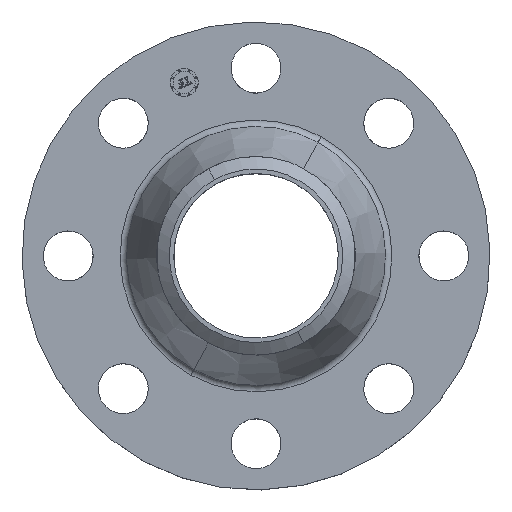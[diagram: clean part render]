
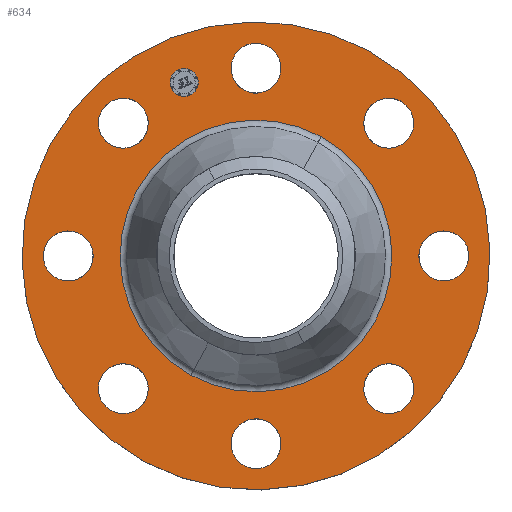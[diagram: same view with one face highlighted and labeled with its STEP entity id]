
A CAD part, top view. The second image highlights one B-rep face of the part: STEP entity #634.
In plain terms, the highlighted planar face has unit normal (0, 0, 1).
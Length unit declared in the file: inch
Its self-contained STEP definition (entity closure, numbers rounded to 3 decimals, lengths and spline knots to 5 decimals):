
#65=AXIS2_PLACEMENT_3D('Circle Axis2P3D',#63,#64,$) ;
#448=AXIS2_PLACEMENT_3D('Plane Axis2P3D',#445,#446,#447) ;
#452=AXIS2_PLACEMENT_3D('Circle Axis2P3D',#450,#451,$) ;
#461=AXIS2_PLACEMENT_3D('Circle Axis2P3D',#459,#460,$) ;
#474=AXIS2_PLACEMENT_3D('Circle Axis2P3D',#472,#473,$) ;
#483=AXIS2_PLACEMENT_3D('Circle Axis2P3D',#481,#482,$) ;
#492=AXIS2_PLACEMENT_3D('Circle Axis2P3D',#490,#491,$) ;
#501=AXIS2_PLACEMENT_3D('Circle Axis2P3D',#499,#500,$) ;
#510=AXIS2_PLACEMENT_3D('Circle Axis2P3D',#508,#509,$) ;
#519=AXIS2_PLACEMENT_3D('Circle Axis2P3D',#517,#518,$) ;
#528=AXIS2_PLACEMENT_3D('Circle Axis2P3D',#526,#527,$) ;
#537=AXIS2_PLACEMENT_3D('Circle Axis2P3D',#535,#536,$) ;
#546=AXIS2_PLACEMENT_3D('Circle Axis2P3D',#544,#545,$) ;
#555=AXIS2_PLACEMENT_3D('Circle Axis2P3D',#553,#554,$) ;
#564=AXIS2_PLACEMENT_3D('Circle Axis2P3D',#562,#563,$) ;
#573=AXIS2_PLACEMENT_3D('Circle Axis2P3D',#571,#572,$) ;
#582=AXIS2_PLACEMENT_3D('Circle Axis2P3D',#580,#581,$) ;
#591=AXIS2_PLACEMENT_3D('Circle Axis2P3D',#589,#590,$) ;
#600=AXIS2_PLACEMENT_3D('Circle Axis2P3D',#598,#599,$) ;
#609=AXIS2_PLACEMENT_3D('Circle Axis2P3D',#607,#608,$) ;
#618=AXIS2_PLACEMENT_3D('Circle Axis2P3D',#616,#617,$) ;
#627=AXIS2_PLACEMENT_3D('Circle Axis2P3D',#625,#626,$) ;
#46=CARTESIAN_POINT('Vertex',(-0.38614,3.52095,1.06)) ;
#60=CARTESIAN_POINT('Vertex',(0.38614,3.09905,1.06)) ;
#63=CARTESIAN_POINT('Axis2P3D Location',(0.,3.31,1.06)) ;
#128=CARTESIAN_POINT('Control Point',(0.38614,3.09905,1.06)) ;
#129=CARTESIAN_POINT('Control Point',(0.353,3.0384,1.06)) ;
#130=CARTESIAN_POINT('Control Point',(0.30796,2.98425,1.06)) ;
#131=CARTESIAN_POINT('Control Point',(0.2527,2.93974,1.06)) ;
#132=CARTESIAN_POINT('Control Point',(0.1277,2.87478,1.06)) ;
#133=CARTESIAN_POINT('Control Point',(-0.01258,2.8619,1.06)) ;
#134=CARTESIAN_POINT('Control Point',(-0.08313,2.8695,1.06)) ;
#135=CARTESIAN_POINT('Control Point',(-0.21745,2.91195,1.06)) ;
#136=CARTESIAN_POINT('Control Point',(-0.32575,3.00204,1.06)) ;
#137=CARTESIAN_POINT('Control Point',(-0.37026,3.0573,1.06)) ;
#138=CARTESIAN_POINT('Control Point',(-0.43522,3.1823,1.06)) ;
#139=CARTESIAN_POINT('Control Point',(-0.4481,3.32258,1.06)) ;
#140=CARTESIAN_POINT('Control Point',(-0.4405,3.39313,1.06)) ;
#141=CARTESIAN_POINT('Control Point',(-0.41927,3.46029,1.06)) ;
#142=CARTESIAN_POINT('Control Point',(-0.38614,3.52095,1.06)) ;
#445=CARTESIAN_POINT('Axis2P3D Location',(0.,4.125,1.06)) ;
#450=CARTESIAN_POINT('Axis2P3D Location',(0.,0.,1.06)) ;
#454=CARTESIAN_POINT('Vertex',(1.97763,3.62003,1.06)) ;
#456=CARTESIAN_POINT('Vertex',(-1.97763,-3.62003,1.06)) ;
#459=CARTESIAN_POINT('Axis2P3D Location',(0.,0.,1.06)) ;
#472=CARTESIAN_POINT('Axis2P3D Location',(0.,0.,1.06)) ;
#476=CARTESIAN_POINT('Vertex',(-1.14824,-2.10184,1.06)) ;
#478=CARTESIAN_POINT('Vertex',(1.14824,2.10184,1.06)) ;
#481=CARTESIAN_POINT('Axis2P3D Location',(0.,0.,1.06)) ;
#490=CARTESIAN_POINT('Axis2P3D Location',(2.34052,2.34052,1.06)) ;
#494=CARTESIAN_POINT('Vertex',(2.4644,1.91832,1.06)) ;
#496=CARTESIAN_POINT('Vertex',(2.21665,2.76273,1.06)) ;
#499=CARTESIAN_POINT('Axis2P3D Location',(2.34052,2.34052,1.06)) ;
#508=CARTESIAN_POINT('Axis2P3D Location',(3.31,0.,1.06)) ;
#512=CARTESIAN_POINT('Vertex',(3.09905,-0.38614,1.06)) ;
#514=CARTESIAN_POINT('Vertex',(3.52095,0.38614,1.06)) ;
#517=CARTESIAN_POINT('Axis2P3D Location',(3.31,0.,1.06)) ;
#526=CARTESIAN_POINT('Axis2P3D Location',(2.34052,-2.34052,1.06)) ;
#530=CARTESIAN_POINT('Vertex',(1.91832,-2.4644,1.06)) ;
#532=CARTESIAN_POINT('Vertex',(2.76273,-2.21665,1.06)) ;
#535=CARTESIAN_POINT('Axis2P3D Location',(2.34052,-2.34052,1.06)) ;
#544=CARTESIAN_POINT('Axis2P3D Location',(0.,-3.31,1.06)) ;
#548=CARTESIAN_POINT('Vertex',(-0.38614,-3.09905,1.06)) ;
#550=CARTESIAN_POINT('Vertex',(0.38614,-3.52095,1.06)) ;
#553=CARTESIAN_POINT('Axis2P3D Location',(0.,-3.31,1.06)) ;
#562=CARTESIAN_POINT('Axis2P3D Location',(-2.34052,-2.34052,1.06)) ;
#566=CARTESIAN_POINT('Vertex',(-2.4644,-1.91832,1.06)) ;
#568=CARTESIAN_POINT('Vertex',(-2.21665,-2.76273,1.06)) ;
#571=CARTESIAN_POINT('Axis2P3D Location',(-2.34052,-2.34052,1.06)) ;
#580=CARTESIAN_POINT('Axis2P3D Location',(-3.31,0.,1.06)) ;
#584=CARTESIAN_POINT('Vertex',(-3.09905,0.38614,1.06)) ;
#586=CARTESIAN_POINT('Vertex',(-3.52095,-0.38614,1.06)) ;
#589=CARTESIAN_POINT('Axis2P3D Location',(-3.31,0.,1.06)) ;
#598=CARTESIAN_POINT('Axis2P3D Location',(-2.34052,2.34052,1.06)) ;
#602=CARTESIAN_POINT('Vertex',(-1.91832,2.4644,1.06)) ;
#604=CARTESIAN_POINT('Vertex',(-2.76273,2.21665,1.06)) ;
#607=CARTESIAN_POINT('Axis2P3D Location',(-2.34052,2.34052,1.06)) ;
#616=CARTESIAN_POINT('Axis2P3D Location',(-1.26668,3.05804,1.06)) ;
#620=CARTESIAN_POINT('Vertex',(-1.49534,2.96333,1.06)) ;
#622=CARTESIAN_POINT('Vertex',(-1.03802,3.15276,1.06)) ;
#625=CARTESIAN_POINT('Axis2P3D Location',(-1.26668,3.05804,1.06)) ;
#64=DIRECTION('Axis2P3D Direction',(0.,-0.,-0.039)) ;
#446=DIRECTION('Axis2P3D Direction',(0.,0.,-0.039)) ;
#447=DIRECTION('Axis2P3D XDirection',(0.039,0.,0.)) ;
#451=DIRECTION('Axis2P3D Direction',(0.,0.,-0.039)) ;
#460=DIRECTION('Axis2P3D Direction',(0.,0.,-0.039)) ;
#473=DIRECTION('Axis2P3D Direction',(0.,0.,-0.039)) ;
#482=DIRECTION('Axis2P3D Direction',(0.,0.,-0.039)) ;
#491=DIRECTION('Axis2P3D Direction',(0.,0.,-0.039)) ;
#500=DIRECTION('Axis2P3D Direction',(0.,0.,-0.039)) ;
#509=DIRECTION('Axis2P3D Direction',(0.,0.,-0.039)) ;
#518=DIRECTION('Axis2P3D Direction',(0.,0.,-0.039)) ;
#527=DIRECTION('Axis2P3D Direction',(0.,0.,-0.039)) ;
#536=DIRECTION('Axis2P3D Direction',(0.,0.,-0.039)) ;
#545=DIRECTION('Axis2P3D Direction',(0.,0.,-0.039)) ;
#554=DIRECTION('Axis2P3D Direction',(0.,0.,-0.039)) ;
#563=DIRECTION('Axis2P3D Direction',(0.,0.,-0.039)) ;
#572=DIRECTION('Axis2P3D Direction',(0.,0.,-0.039)) ;
#581=DIRECTION('Axis2P3D Direction',(0.,0.,-0.039)) ;
#590=DIRECTION('Axis2P3D Direction',(0.,0.,-0.039)) ;
#599=DIRECTION('Axis2P3D Direction',(0.,0.,-0.039)) ;
#608=DIRECTION('Axis2P3D Direction',(0.,0.,-0.039)) ;
#617=DIRECTION('Axis2P3D Direction',(0.,0.,-0.039)) ;
#626=DIRECTION('Axis2P3D Direction',(0.,0.,-0.039)) ;
#465=ORIENTED_EDGE('',*,*,#458,.F.) ;
#466=ORIENTED_EDGE('',*,*,#463,.F.) ;
#469=ORIENTED_EDGE('',*,*,#67,.T.) ;
#470=ORIENTED_EDGE('',*,*,#143,.T.) ;
#487=ORIENTED_EDGE('',*,*,#480,.T.) ;
#488=ORIENTED_EDGE('',*,*,#485,.T.) ;
#505=ORIENTED_EDGE('',*,*,#498,.T.) ;
#506=ORIENTED_EDGE('',*,*,#503,.T.) ;
#523=ORIENTED_EDGE('',*,*,#516,.T.) ;
#524=ORIENTED_EDGE('',*,*,#521,.T.) ;
#541=ORIENTED_EDGE('',*,*,#534,.T.) ;
#542=ORIENTED_EDGE('',*,*,#539,.T.) ;
#559=ORIENTED_EDGE('',*,*,#552,.T.) ;
#560=ORIENTED_EDGE('',*,*,#557,.T.) ;
#577=ORIENTED_EDGE('',*,*,#570,.T.) ;
#578=ORIENTED_EDGE('',*,*,#575,.T.) ;
#595=ORIENTED_EDGE('',*,*,#588,.T.) ;
#596=ORIENTED_EDGE('',*,*,#593,.T.) ;
#613=ORIENTED_EDGE('',*,*,#606,.T.) ;
#614=ORIENTED_EDGE('',*,*,#611,.T.) ;
#631=ORIENTED_EDGE('',*,*,#624,.T.) ;
#632=ORIENTED_EDGE('',*,*,#629,.T.) ;
#471=FACE_BOUND('',#468,.T.) ;
#489=FACE_BOUND('',#486,.T.) ;
#507=FACE_BOUND('',#504,.T.) ;
#525=FACE_BOUND('',#522,.T.) ;
#543=FACE_BOUND('',#540,.T.) ;
#561=FACE_BOUND('',#558,.T.) ;
#579=FACE_BOUND('',#576,.T.) ;
#597=FACE_BOUND('',#594,.T.) ;
#615=FACE_BOUND('',#612,.T.) ;
#633=FACE_BOUND('',#630,.T.) ;
#634=ADVANCED_FACE('PartBody',(#467,#471,#489,#507,#525,#543,#561,#579,#597,#615,#633),#449,.F.) ;
#127=B_SPLINE_CURVE_WITH_KNOTS('',5,(#128,#129,#130,#131,#132,#133,#134,#135,#136,#137,#138,#139,#140,#141,#142),.UNSPECIFIED.,.F.,.U.,(6,3,3,3,6),(-17.55522,-8.77761,0.,8.77761,17.55522),.UNSPECIFIED.) ;
#66=CIRCLE('generated circle',#65,0.44) ;
#453=CIRCLE('generated circle',#452,4.125) ;
#462=CIRCLE('generated circle',#461,4.125) ;
#475=CIRCLE('generated circle',#474,2.39503) ;
#484=CIRCLE('generated circle',#483,2.39503) ;
#493=CIRCLE('generated circle',#492,0.44) ;
#502=CIRCLE('generated circle',#501,0.44) ;
#511=CIRCLE('generated circle',#510,0.44) ;
#520=CIRCLE('generated circle',#519,0.44) ;
#529=CIRCLE('generated circle',#528,0.44) ;
#538=CIRCLE('generated circle',#537,0.44) ;
#547=CIRCLE('generated circle',#546,0.44) ;
#556=CIRCLE('generated circle',#555,0.44) ;
#565=CIRCLE('generated circle',#564,0.44) ;
#574=CIRCLE('generated circle',#573,0.44) ;
#583=CIRCLE('generated circle',#582,0.44) ;
#592=CIRCLE('generated circle',#591,0.44) ;
#601=CIRCLE('generated circle',#600,0.44) ;
#610=CIRCLE('generated circle',#609,0.44) ;
#619=CIRCLE('generated circle',#618,0.2475) ;
#628=CIRCLE('generated circle',#627,0.2475) ;
#67=EDGE_CURVE('',#47,#61,#66,.T.) ;
#143=EDGE_CURVE('',#61,#47,#127,.T.) ;
#458=EDGE_CURVE('',#455,#457,#453,.T.) ;
#463=EDGE_CURVE('',#457,#455,#462,.T.) ;
#480=EDGE_CURVE('',#477,#479,#475,.T.) ;
#485=EDGE_CURVE('',#479,#477,#484,.T.) ;
#498=EDGE_CURVE('',#495,#497,#493,.T.) ;
#503=EDGE_CURVE('',#497,#495,#502,.T.) ;
#516=EDGE_CURVE('',#513,#515,#511,.T.) ;
#521=EDGE_CURVE('',#515,#513,#520,.T.) ;
#534=EDGE_CURVE('',#531,#533,#529,.T.) ;
#539=EDGE_CURVE('',#533,#531,#538,.T.) ;
#552=EDGE_CURVE('',#549,#551,#547,.T.) ;
#557=EDGE_CURVE('',#551,#549,#556,.T.) ;
#570=EDGE_CURVE('',#567,#569,#565,.T.) ;
#575=EDGE_CURVE('',#569,#567,#574,.T.) ;
#588=EDGE_CURVE('',#585,#587,#583,.T.) ;
#593=EDGE_CURVE('',#587,#585,#592,.T.) ;
#606=EDGE_CURVE('',#603,#605,#601,.T.) ;
#611=EDGE_CURVE('',#605,#603,#610,.T.) ;
#624=EDGE_CURVE('',#621,#623,#619,.T.) ;
#629=EDGE_CURVE('',#623,#621,#628,.T.) ;
#464=EDGE_LOOP('',(#465,#466)) ;
#468=EDGE_LOOP('',(#469,#470)) ;
#486=EDGE_LOOP('',(#487,#488)) ;
#504=EDGE_LOOP('',(#505,#506)) ;
#522=EDGE_LOOP('',(#523,#524)) ;
#540=EDGE_LOOP('',(#541,#542)) ;
#558=EDGE_LOOP('',(#559,#560)) ;
#576=EDGE_LOOP('',(#577,#578)) ;
#594=EDGE_LOOP('',(#595,#596)) ;
#612=EDGE_LOOP('',(#613,#614)) ;
#630=EDGE_LOOP('',(#631,#632)) ;
#467=FACE_OUTER_BOUND('',#464,.T.) ;
#449=PLANE('',#448) ;
#47=VERTEX_POINT('',#46) ;
#61=VERTEX_POINT('',#60) ;
#455=VERTEX_POINT('',#454) ;
#457=VERTEX_POINT('',#456) ;
#477=VERTEX_POINT('',#476) ;
#479=VERTEX_POINT('',#478) ;
#495=VERTEX_POINT('',#494) ;
#497=VERTEX_POINT('',#496) ;
#513=VERTEX_POINT('',#512) ;
#515=VERTEX_POINT('',#514) ;
#531=VERTEX_POINT('',#530) ;
#533=VERTEX_POINT('',#532) ;
#549=VERTEX_POINT('',#548) ;
#551=VERTEX_POINT('',#550) ;
#567=VERTEX_POINT('',#566) ;
#569=VERTEX_POINT('',#568) ;
#585=VERTEX_POINT('',#584) ;
#587=VERTEX_POINT('',#586) ;
#603=VERTEX_POINT('',#602) ;
#605=VERTEX_POINT('',#604) ;
#621=VERTEX_POINT('',#620) ;
#623=VERTEX_POINT('',#622) ;
